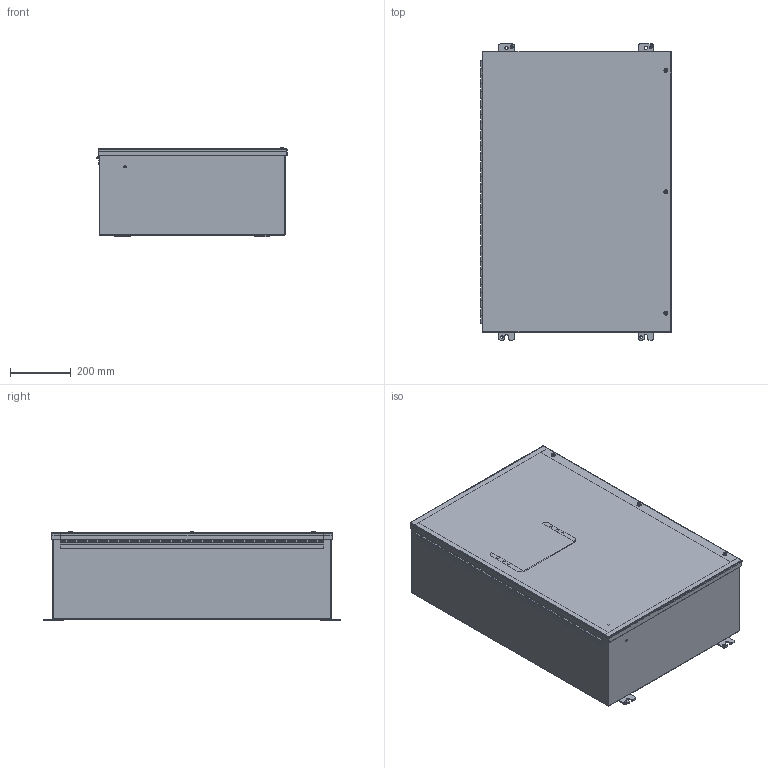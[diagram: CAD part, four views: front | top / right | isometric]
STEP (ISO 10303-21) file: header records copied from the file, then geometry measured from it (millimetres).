
FILE_DESCRIPTION (( 'STEP AP203' ), '1' );
FILE_NAME ('1418JL11_Default.step', '2019-10-31T18:03:31', ( '' ), ( '' ), 'SwSTEP 2.0', 'SolidWorks 2018', '' );
FILE_SCHEMA (( 'CONFIG_CONTROL_DESIGN' ));
Length unit declared in the file: inch
Products named in the file (1): 1418JL11_Default
Bounding box: 624.93 x 971.55 x 293.9 mm (x, y, z)
Volume: 5628407.9 mm3; surface area: 5545988 mm2
Topology: 44 solids, 44 shells, 1149 faces, 2931 edges, 1902 vertices
Faces by surface type: plane 676, cylinder 411, bspline 44, cone 18
Entity records: 35300 total; most frequent: CARTESIAN_POINT 6875, DIRECTION 5947, ORIENTED_EDGE 5858, EDGE_CURVE 2929, LINE 1983, VECTOR 1983, AXIS2_PLACEMENT_3D 1982, VERTEX_POINT 1902
